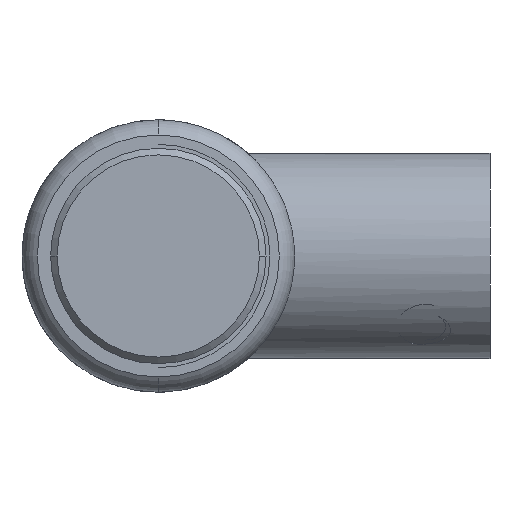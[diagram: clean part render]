
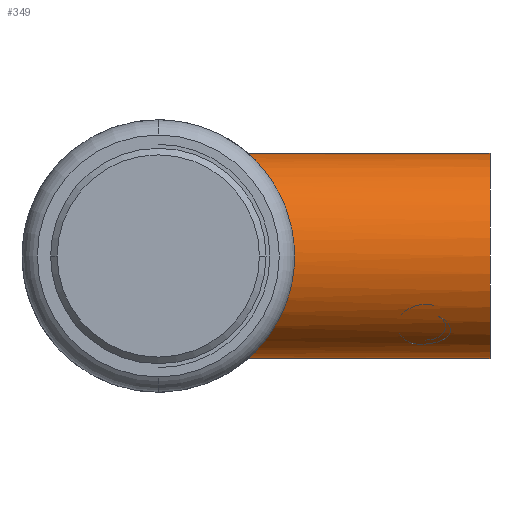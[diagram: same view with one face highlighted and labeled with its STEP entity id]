
A CAD part, left-side view. The second image highlights one B-rep face of the part: STEP entity #349.
In plain terms, the highlighted cylindrical face has radius 7.938 mm (diameter 15.875 mm), a partial arc.
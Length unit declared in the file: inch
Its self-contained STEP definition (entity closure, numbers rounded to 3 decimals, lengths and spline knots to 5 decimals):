
#2=CARTESIAN_POINT('',(0.,0.,0.));
#3=DIRECTION('',(0.,1.,0.));
#4=DIRECTION('',(0.,0.,-1.));
#5=AXIS2_PLACEMENT_3D('',#2,#3,#4);
#12=CARTESIAN_POINT('',(0.,0.91036,-0.3125));
#13=CARTESIAN_POINT('',(-0.00636,0.91036,-0.3125));
#14=CARTESIAN_POINT('',(-0.01974,0.90915,
-0.31212));
#15=CARTESIAN_POINT('',(-0.04209,0.90253,
-0.30994));
#16=CARTESIAN_POINT('',(-0.06526,0.89142,
-0.30592));
#17=CARTESIAN_POINT('',(-0.08896,0.87684,
-0.29993));
#18=CARTESIAN_POINT('',(-0.11395,0.85894,
-0.29141));
#19=CARTESIAN_POINT('',(-0.13994,0.83844,
-0.27994));
#20=CARTESIAN_POINT('',(-0.16764,0.81517,
-0.26445));
#21=CARTESIAN_POINT('',(-0.19744,0.78899,
-0.24329));
#22=CARTESIAN_POINT('',(-0.22797,0.7613,
-0.21516));
#23=CARTESIAN_POINT('',(-0.25523,0.73606,
-0.18202));
#24=CARTESIAN_POINT('',(-0.27783,0.71487,
-0.14521));
#25=CARTESIAN_POINT('',(-0.29474,0.69888,
-0.1065));
#26=CARTESIAN_POINT('',(-0.3058,0.68838,
-0.06821));
#27=CARTESIAN_POINT('',(-0.31182,0.68265,
-0.03005));
#28=CARTESIAN_POINT('',(-0.31315,0.68138,
0.0072));
#29=CARTESIAN_POINT('',(-0.31006,0.68433,
0.04482));
#30=CARTESIAN_POINT('',(-0.30212,0.69187,
0.0831));
#31=CARTESIAN_POINT('',(-0.28883,0.70448,
0.12175));
#32=CARTESIAN_POINT('',(-0.26948,0.72273,
0.16019));
#33=CARTESIAN_POINT('',(-0.24509,0.74549,
0.19542));
#34=CARTESIAN_POINT('',(-0.21679,0.77152,
0.22631));
#35=CARTESIAN_POINT('',(-0.18693,0.79832,
0.2513));
#36=CARTESIAN_POINT('',(-0.15881,0.8227,
0.26974));
#37=CARTESIAN_POINT('',(-0.1327,0.84429,
0.28338));
#38=CARTESIAN_POINT('',(-0.10847,0.86299,
0.29342));
#39=CARTESIAN_POINT('',(-0.08568,0.87897,
0.30084));
#40=CARTESIAN_POINT('',(-0.06282,0.89272,
0.30641));
#41=CARTESIAN_POINT('',(-0.0408,0.90295,
0.31008));
#42=CARTESIAN_POINT('',(-0.01974,0.9091,
0.3121));
#43=CARTESIAN_POINT('',(-0.00645,0.91036,0.3125));
#44=CARTESIAN_POINT('',(0.,0.91036,0.3125));
#46=DIRECTION('',(0.,1.,0.));
#47=VECTOR('',#46,0.91036);
#48=CARTESIAN_POINT('',(0.,0.,-0.3125));
#49=LINE('',#48,#47);
#84=DIRECTION('',(0.,1.,0.));
#85=VECTOR('',#84,0.91036);
#86=CARTESIAN_POINT('',(0.,0.,0.3125));
#87=LINE('',#86,#85);
#307=CARTESIAN_POINT('',(0.,0.,-0.3125));
#308=CARTESIAN_POINT('',(0.,0.,0.3125));
#309=VERTEX_POINT('',#307);
#310=VERTEX_POINT('',#308);
#311=VERTEX_POINT('',#44);
#312=VERTEX_POINT('',#12);
#335=CARTESIAN_POINT('',(0.,0.,0.));
#336=DIRECTION('',(0.,1.,0.));
#337=DIRECTION('',(0.,0.,-1.));
#338=AXIS2_PLACEMENT_3D('',#335,#336,#337);
#339=CYLINDRICAL_SURFACE('',#338,0.3125);
#341=ORIENTED_EDGE('',*,*,#340,.T.);
#343=ORIENTED_EDGE('',*,*,#342,.F.);
#344=ORIENTED_EDGE('',*,*,#328,.F.);
#346=ORIENTED_EDGE('',*,*,#345,.T.);
#347=EDGE_LOOP('',(#341,#343,#344,#346));
#348=FACE_OUTER_BOUND('',#347,.F.);
#349=ADVANCED_FACE('',(#348),#339,.T.);
#6=CIRCLE('',#5,0.3125);
#45=B_SPLINE_CURVE_WITH_KNOTS('',3,(#12,#13,#14,#15,#16,#17,#18,#19,#20,#21,#22,
#23,#24,#25,#26,#27,#28,#29,#30,#31,#32,#33,#34,#35,#36,#37,#38,#39,#40,#41,#42,
#43,#44),.UNSPECIFIED.,.F.,.F.,(4,1,1,1,1,1,1,1,1,1,1,1,1,1,1,1,1,1,1,1,1,1,1,1,
1,1,1,1,1,1,4),(0.,0.03333,0.06667,0.1,
0.13333,0.16667,0.2,0.23333,0.26667,
0.3,0.33333,0.36667,0.4,0.43333,
0.46667,0.5,0.53333,0.56667,0.6,
0.63333,0.66667,0.7,0.73333,0.76667,
0.8,0.83333,0.86667,0.9,0.93333,
0.96667,1.),.UNSPECIFIED.);
#328=EDGE_CURVE('',#309,#310,#6,.T.);
#340=EDGE_CURVE('',#312,#311,#45,.T.);
#342=EDGE_CURVE('',#310,#311,#87,.T.);
#345=EDGE_CURVE('',#309,#312,#49,.T.);
